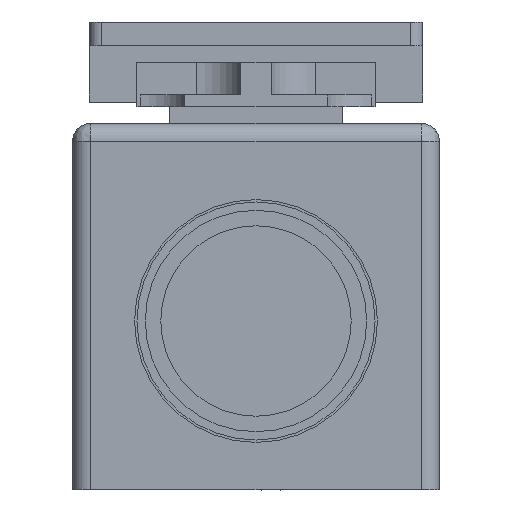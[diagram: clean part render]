
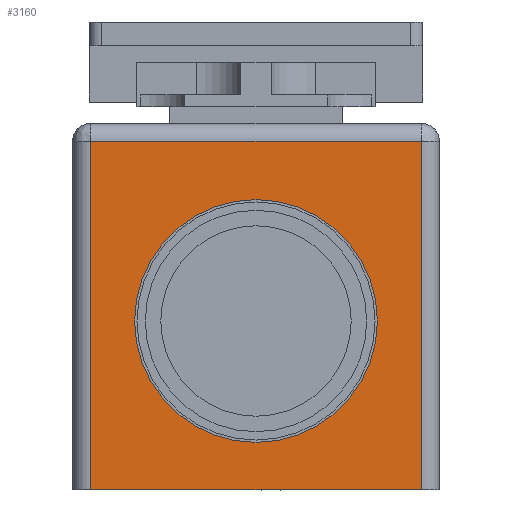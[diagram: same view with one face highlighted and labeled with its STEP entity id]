
A CAD part, front view. The second image highlights one B-rep face of the part: STEP entity #3160.
In plain terms, the highlighted planar face has unit normal (0, -1, 0).
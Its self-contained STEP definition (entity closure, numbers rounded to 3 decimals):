
#217=CARTESIAN_POINT('',(-2.6,-90.9,3.8));
#218=VERTEX_POINT('',#217);
#219=CARTESIAN_POINT('',(-2.6,-90.9,24.2));
#220=VERTEX_POINT('',#219);
#221=CARTESIAN_POINT('',(-2.6,-90.9,14.));
#222=DIRECTION('',(0.0,1.0,0.0));
#223=DIRECTION('',(0.0,0.0,1.0));
#224=AXIS2_PLACEMENT_3D('',#221,#222,#223);
#225=CIRCLE('',#224,10.2);
#226=EDGE_CURVE('',#218,#220,#225,.T.);
#286=CARTESIAN_POINT('',(11.3,-90.9,-0.2));
#287=VERTEX_POINT('',#286);
#295=CARTESIAN_POINT('',(-16.5,-90.9,-0.2));
#296=VERTEX_POINT('',#295);
#297=CARTESIAN_POINT('',(-16.5,-90.9,-0.2));
#298=DIRECTION('',(1.0,0.0,0.0));
#299=VECTOR('',#298,27.8);
#300=LINE('',#297,#299);
#301=EDGE_CURVE('',#296,#287,#300,.T.);
#3120=CARTESIAN_POINT('',(-17.89,-90.9,-1.665));
#3121=DIRECTION('',(0.0,1.0,0.0));
#3122=DIRECTION('',(0.0,0.0,1.0));
#3123=AXIS2_PLACEMENT_3D('',#3120,#3121,#3122);
#3124=PLANE('',#3123);
#3125=CARTESIAN_POINT('',(11.3,-90.9,29.1));
#3126=VERTEX_POINT('',#3125);
#3127=CARTESIAN_POINT('',(11.3,-90.9,29.1));
#3128=DIRECTION('',(0.0,0.0,-1.0));
#3129=VECTOR('',#3128,29.3);
#3130=LINE('',#3127,#3129);
#3131=EDGE_CURVE('',#3126,#287,#3130,.T.);
#3132=ORIENTED_EDGE('',*,*,#3131,.F.);
#3133=CARTESIAN_POINT('',(-16.5,-90.9,29.1));
#3134=VERTEX_POINT('',#3133);
#3135=CARTESIAN_POINT('',(11.3,-90.9,29.1));
#3136=DIRECTION('',(-1.0,0.0,0.0));
#3137=VECTOR('',#3136,27.8);
#3138=LINE('',#3135,#3137);
#3139=EDGE_CURVE('',#3126,#3134,#3138,.T.);
#3140=ORIENTED_EDGE('',*,*,#3139,.T.);
#3141=CARTESIAN_POINT('',(-16.5,-90.9,29.1));
#3142=DIRECTION('',(0.0,0.0,-1.0));
#3143=VECTOR('',#3142,29.3);
#3144=LINE('',#3141,#3143);
#3145=EDGE_CURVE('',#3134,#296,#3144,.T.);
#3146=ORIENTED_EDGE('',*,*,#3145,.T.);
#3147=ORIENTED_EDGE('',*,*,#301,.T.);
#3148=EDGE_LOOP('',(#3132,#3140,#3146,#3147));
#3149=FACE_OUTER_BOUND('',#3148,.T.);
#3150=CARTESIAN_POINT('',(-2.6,-90.9,14.));
#3151=DIRECTION('',(0.0,1.0,0.0));
#3152=DIRECTION('',(0.0,0.0,1.0));
#3153=AXIS2_PLACEMENT_3D('',#3150,#3151,#3152);
#3154=CIRCLE('',#3153,10.2);
#3155=EDGE_CURVE('',#220,#218,#3154,.T.);
#3156=ORIENTED_EDGE('',*,*,#3155,.T.);
#3157=ORIENTED_EDGE('',*,*,#226,.T.);
#3158=EDGE_LOOP('',(#3156,#3157));
#3159=FACE_BOUND('',#3158,.T.);
#3160=ADVANCED_FACE('',(#3149,#3159),#3124,.F.);
